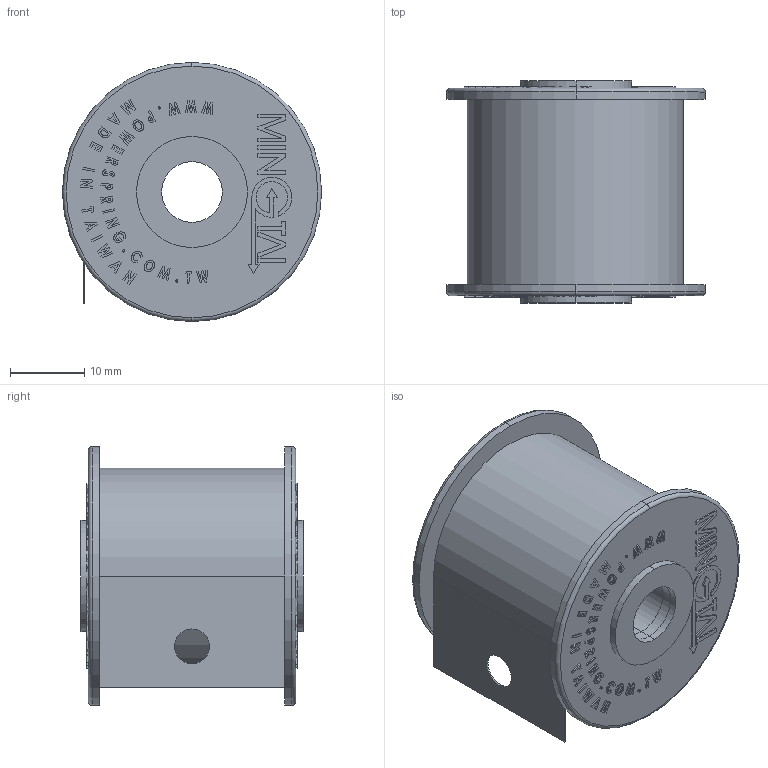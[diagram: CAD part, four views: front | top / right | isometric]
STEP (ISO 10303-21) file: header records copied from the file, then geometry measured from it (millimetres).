
FILE_DESCRIPTION (( 'STEP AP203' ), '1' );
FILE_NAME ('CP01500610.STEP', '2020-11-25T05:20:51', ( '' ), ( '' ), 'SwSTEP 2.0', 'SolidWorks 2020', '' );
FILE_SCHEMA (( 'CONFIG_CONTROL_DESIGN' ));
Length unit declared in the file: millimetre
Products named in the file (3): CP01500610_Spring; 25mm(OD35)_10mm(OD17); CP01500610
Assembly tree (3 placements, depth 2):
  CP01500610
    CP01500610_Spring
    25mm(OD35)_10mm(OD17)  x2
Bounding box: 35 x 30 x 35 mm (x, y, z)
Volume: 13650.8 mm3; surface area: 49557.7 mm2
Topology: 75 solids, 75 shells, 1174 faces, 3014 edges, 2004 vertices
Faces by surface type: plane 842, bspline 174, cylinder 142, torus 12, cone 4
Entity records: 23508 total; most frequent: CARTESIAN_POINT 8434, ORIENTED_EDGE 3194, DIRECTION 2709, EDGE_CURVE 1597, LINE 1211, VECTOR 1211, VERTEX_POINT 1062, AXIS2_PLACEMENT_3D 749
